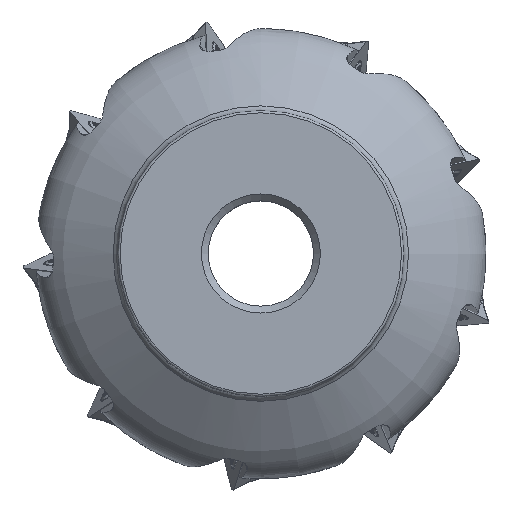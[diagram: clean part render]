
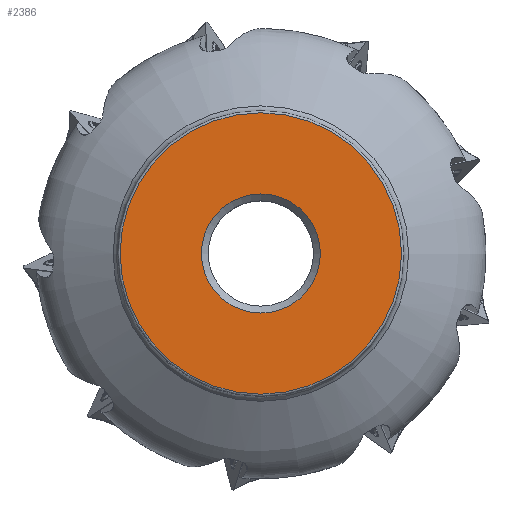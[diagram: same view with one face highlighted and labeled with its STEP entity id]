
A CAD part, top view. The second image highlights one B-rep face of the part: STEP entity #2386.
In plain terms, the highlighted planar face has unit normal (0, 0, 1).
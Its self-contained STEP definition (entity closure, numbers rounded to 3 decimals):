
#432=PLANE('',#10956);
#2386=ADVANCED_FACE('',(#3505,#3506),#432,.T.);
#3505=FACE_BOUND('',#3766,.T.);
#3506=FACE_BOUND('',#3767,.T.);
#3766=EDGE_LOOP('',(#4904));
#3767=EDGE_LOOP('',(#4905));
#4904=ORIENTED_EDGE('',*,*,#8996,.F.);
#4905=ORIENTED_EDGE('',*,*,#8997,.T.);
#7888=VERTEX_POINT('',#17572);
#7889=VERTEX_POINT('',#17574);
#8996=EDGE_CURVE('',#7888,#7888,#10218,.T.);
#8997=EDGE_CURVE('',#7889,#7889,#10219,.T.);
#10218=CIRCLE('',#10954,21.556);
#10219=CIRCLE('',#10955,50.95);
#10954=AXIS2_PLACEMENT_3D('',#17571,#12358,#12359);
#10955=AXIS2_PLACEMENT_3D('',#17573,#12360,#12361);
#10956=AXIS2_PLACEMENT_3D('',#17575,#12362,#12363);
#12358=DIRECTION('',(0.,0.,1.));
#12359=DIRECTION('',(0.,1.,0.));
#12360=DIRECTION('',(0.,0.,1.));
#12361=DIRECTION('',(0.,1.,0.));
#12362=DIRECTION('',(0.,0.,1.));
#12363=DIRECTION('',(0.,1.,0.));
#17571=CARTESIAN_POINT('',(0.,0.,0.));
#17572=CARTESIAN_POINT('',(0.,21.556,0.));
#17573=CARTESIAN_POINT('',(0.,0.,0.));
#17574=CARTESIAN_POINT('',(0.,50.95,0.));
#17575=CARTESIAN_POINT('',(0.,0.,0.));
